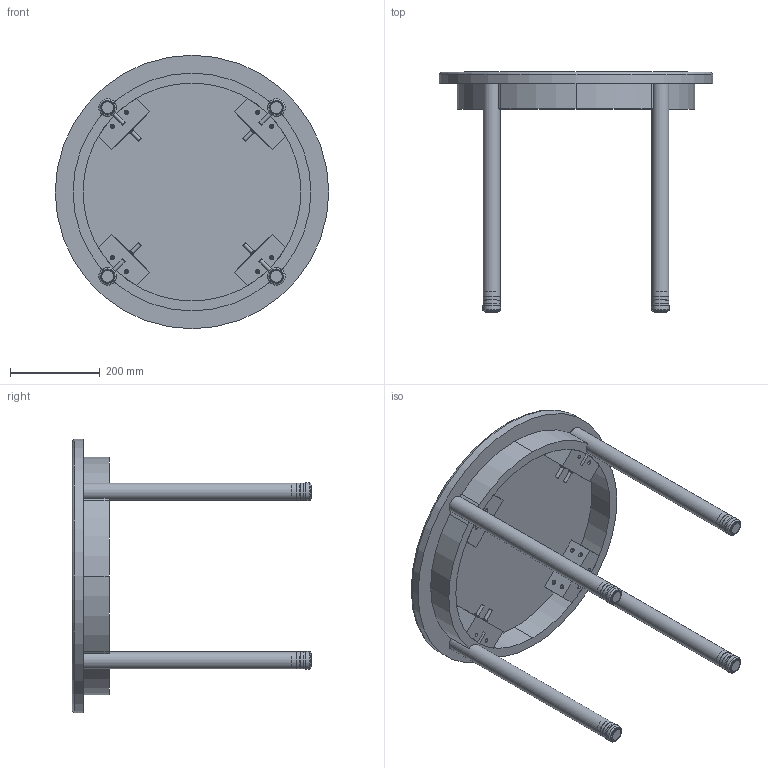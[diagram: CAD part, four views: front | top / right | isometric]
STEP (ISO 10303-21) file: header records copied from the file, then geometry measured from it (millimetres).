
FILE_DESCRIPTION(/* description */ (''),/* implementation_level */ '2;1');
FILE_NAME(/* name */ 'GR24R.stp',/* time_stamp */ '2018-05-22T16:19:32-04:00',/* author */ ('emehringer'),/* organization */ (''),/* preprocessor_version */ 'ST-DEVELOPER v16.13',/* originating_system */ 'Autodesk Inventor 2018',/* authorisation */ '');
FILE_SCHEMA (('AUTOMOTIVE_DESIGN { 1 0 10303 214 3 1 1 }'));
Length unit declared in the file: inch
Products named in the file (12): GR24R; KOT24R TOP; KOT24R TOP_1; GRT 19.5-1; 8X2-1/4 QUAD DT; GR24R APR ASM; GR24R-01; CB KOT24R; 10X2 PH; 5/16" WASHER; 5/16X.18 LK NUT; LEG CAP RD1.5
Assembly tree (59 placements, depth 3):
  GR24R
    KOT24R TOP
      KOT24R TOP_1
    GRT 19.5-1  x4
    8X2-1/4 QUAD DT  x8
    GR24R APR ASM
      GR24R-01  x4
      CB KOT24R  x4
      10X2 PH  x16
    5/16" WASHER  x8
    5/16X.18 LK NUT  x8
    LEG CAP RD1.5  x4
Bounding box: 609.6 x 534.62 x 609.6 mm (x, y, z)
Volume: 11206003.7 mm3; surface area: 1608038.4 mm2
Topology: 77 solids, 85 shells, 3008 faces, 6525 edges, 3755 vertices
Faces by surface type: cylinder 873, plane 650, torus 605, bspline 480, cone 320, sphere 80
Full cylindrical faces by diameter (mm): 2.381 x8, 4.166 x8, 4.762 x16, 4.826 x16, 6.198 x4, 6.401 x16, 6.528 x4, 7.925 x12, 7.938 x8, 8.179 x8, 8.731 x8, 8.89 x8, 9.398 x8, 9.525 x16, 9.906 x8, 11.112 x8, 11.989 x8, 12.7 x8, 22.225 x8, 22.987 x8, 27.94 x4, 31.75 x4, 33.02 x4, 34.087 x16, 38.1 x4, 39.37 x4, 609.6 x1
Entity records: 23070 total; most frequent: CARTESIAN_POINT 10352, DIRECTION 2481, ORIENTED_EDGE 2444, EDGE_CURVE 1224, AXIS2_PLACEMENT_3D 1094, EDGE_LOOP 737, VERTEX_POINT 709, FACE_OUTER_BOUND 625
